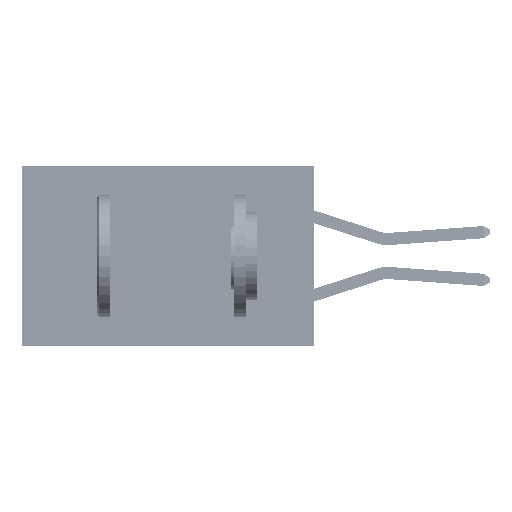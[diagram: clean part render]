
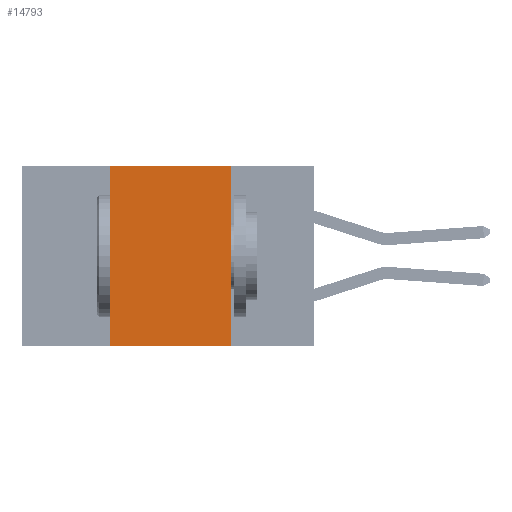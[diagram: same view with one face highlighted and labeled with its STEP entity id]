
A CAD part, left-side view. The second image highlights one B-rep face of the part: STEP entity #14793.
In plain terms, the highlighted planar face has unit normal (-1, 0, 0).
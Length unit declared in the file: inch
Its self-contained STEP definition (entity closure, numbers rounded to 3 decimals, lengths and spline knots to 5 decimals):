
#1885 = LINE ( 'NONE', #23637, #16486 ) ;
#2585 = VECTOR ( 'NONE', #24626, 39.37008 ) ;
#5612 = EDGE_CURVE ( 'NONE', #20918, #19708, #1885, .T. ) ;
#6376 = EDGE_CURVE ( 'NONE', #19708, #30649, #21054, .T. ) ;
#8197 = DIRECTION ( 'NONE',  ( 0., 0., 1. ) ) ;
#8900 = EDGE_LOOP ( 'NONE', ( #23293, #18863, #33848, #23356 ) ) ;
#10181 = EDGE_CURVE ( 'NONE', #30649, #25809, #36923, .T. ) ;
#12345 = CARTESIAN_POINT ( 'NONE',  ( 0., 0.42, -0.37 ) ) ;
#12606 = VECTOR ( 'NONE', #25162, 39.37008 ) ;
#14793 = ADVANCED_FACE ( 'NONE', ( #26042 ), #37357, .F. ) ;
#16486 = VECTOR ( 'NONE', #8197, 39.37008 ) ;
#18863 = ORIENTED_EDGE ( 'NONE', *, *, #6376, .F. ) ;
#19708 = VERTEX_POINT ( 'NONE', #35605 ) ;
#20918 = VERTEX_POINT ( 'NONE', #12345 ) ;
#21054 = LINE ( 'NONE', #35089, #36114 ) ;
#23293 = ORIENTED_EDGE ( 'NONE', *, *, #10181, .F. ) ;
#23356 = ORIENTED_EDGE ( 'NONE', *, *, #33188, .T. ) ;
#23637 = CARTESIAN_POINT ( 'NONE',  ( 0., 0.42, 0. ) ) ;
#24626 = DIRECTION ( 'NONE',  ( 0., 0., -1. ) ) ;
#25162 = DIRECTION ( 'NONE',  ( 0., -1., 0. ) ) ;
#25809 = VERTEX_POINT ( 'NONE', #45176 ) ;
#26042 = FACE_OUTER_BOUND ( 'NONE', #8900, .T. ) ;
#27291 = DIRECTION ( 'NONE',  ( 1., 0., 0. ) ) ;
#27480 = DIRECTION ( 'NONE',  ( 0., -1., 0. ) ) ;
#30649 = VERTEX_POINT ( 'NONE', #45285 ) ;
#30859 = DIRECTION ( 'NONE',  ( 0., 0., -1. ) ) ;
#32366 = LINE ( 'NONE', #47405, #12606 ) ;
#33188 = EDGE_CURVE ( 'NONE', #20918, #25809, #32366, .T. ) ;
#33848 = ORIENTED_EDGE ( 'NONE', *, *, #5612, .F. ) ;
#35089 = CARTESIAN_POINT ( 'NONE',  ( 0., 0.6, 0. ) ) ;
#35605 = CARTESIAN_POINT ( 'NONE',  ( 0., 0.42, 0. ) ) ;
#36114 = VECTOR ( 'NONE', #27480, 39.37008 ) ;
#36923 = LINE ( 'NONE', #46694, #2585 ) ;
#37357 = PLANE ( 'NONE',  #38244 ) ;
#38244 = AXIS2_PLACEMENT_3D ( 'NONE', #44837, #27291, #30859 ) ;
#44837 = CARTESIAN_POINT ( 'NONE',  ( 0., 0.6, 0. ) ) ;
#45176 = CARTESIAN_POINT ( 'NONE',  ( 0., 0.17, -0.37 ) ) ;
#45285 = CARTESIAN_POINT ( 'NONE',  ( 0., 0.17, 0. ) ) ;
#46694 = CARTESIAN_POINT ( 'NONE',  ( 0., 0.17, 0. ) ) ;
#47405 = CARTESIAN_POINT ( 'NONE',  ( 0., 0.6, -0.37 ) ) ;
